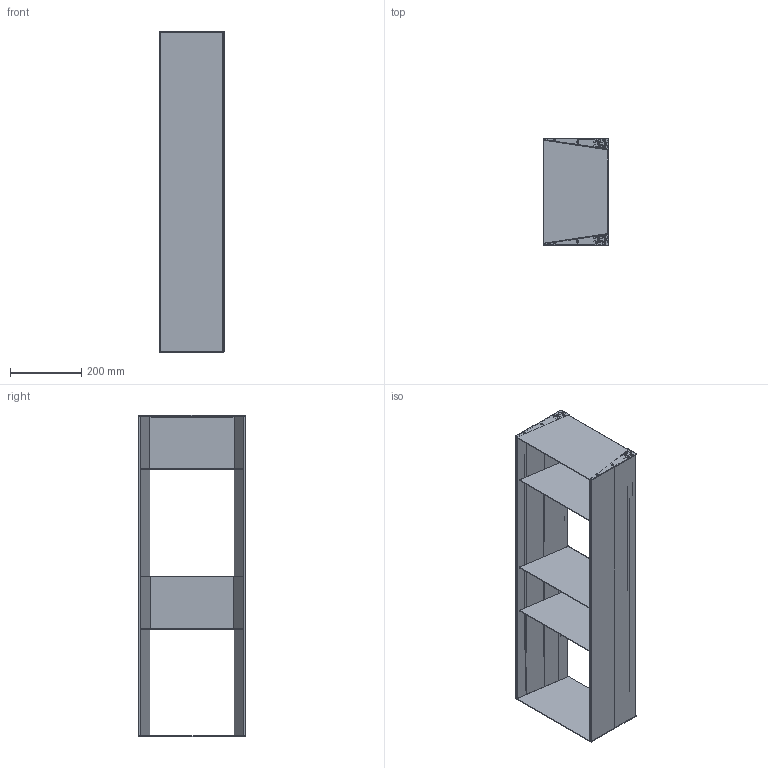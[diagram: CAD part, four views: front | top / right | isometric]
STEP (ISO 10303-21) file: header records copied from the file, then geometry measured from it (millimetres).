
FILE_DESCRIPTION(('STEP AP214'),'1');
FILE_NAME('rregal 900.STP','2023-11-23T10:12:25',(' '),(' '),'Spatial InterOp 3D',' ',' ');
FILE_SCHEMA(('AUTOMOTIVE_DESIGN { 1 0 10303 214 1 1 1 1 }'));
Length unit declared in the file: millimetre
Products named in the file (1): Solt_r M_bel 900|Fachbodeneinheit Solit__re#Fachbodeneinheit Solit_re|Solit__re-Board#Solit_re-Board;Solit_re-Board
Bounding box: 180.5 x 301 x 900 mm (x, y, z)
Volume: 2780092.5 mm3; surface area: 2703932.4 mm2
Topology: 19 solids, 19 shells, 1048 faces, 2982 edges, 1972 vertices
Faces by surface type: cylinder 524, plane 470, cone 48, bspline 6
Entity records: 34908 total; most frequent: DIRECTION 6224, CARTESIAN_POINT 6123, ORIENTED_EDGE 5964, EDGE_CURVE 2982, AXIS2_PLACEMENT_3D 2193, VERTEX_POINT 1972, LINE 1838, VECTOR 1838
